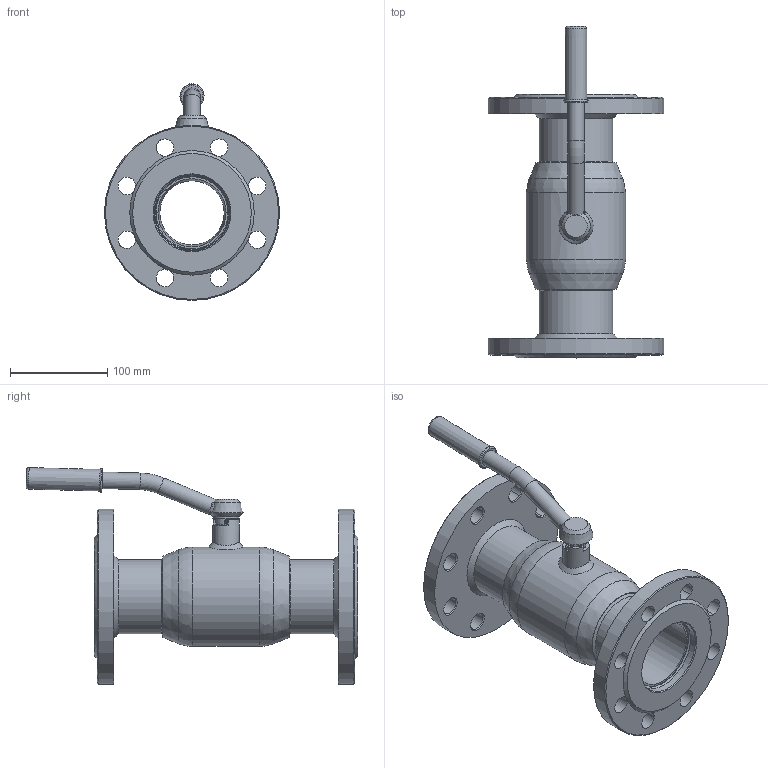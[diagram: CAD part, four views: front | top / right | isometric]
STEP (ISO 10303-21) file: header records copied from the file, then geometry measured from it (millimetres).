
FILE_DESCRIPTION(('TFLEX Exchange Step'),'2;1');
FILE_NAME('065N0330GR1 - Кран шаровой Premium DN65.stp', '2023-09-06T15:13:57+03:00',('RUCO3277'),('Unknown organisation'),'TFLEX Exchange 2022.1','T-FLEX CAD','Unknown authorisation');
FILE_SCHEMA( ('AUTOMOTIVE_DESIGN { 1 0 10303 214 1 1 1 1 }') );
Length unit declared in the file: millimetre
Products named in the file (11): 51XXX038 - Фланец; 54065422 - Штифт; 50050028 - Грипса; 23065434 - Основание рукоятки (для сборки); 23065435 - Кноб; 23065433 - Рукоятка с кнобом; 24065432 - Патрубок; 24065427 - Шток; 24065406 - Корпус штока; 24065409 - Корпус (гнутый); 065N0330GR1 - Кран шаровой Premium DN65
Assembly tree (10 placements, depth 3):
  065N0330GR1 - Кран шаровой Premium DN65
    51XXX038 - Фланец
    54065422 - Штифт
    50050028 - Грипса
    23065433 - Рукоятка с кнобом
      23065434 - Основание рукоятки (для сборки)
      23065435 - Кноб
    24065432 - Патрубок
    24065427 - Шток
    24065406 - Корпус штока
    24065409 - Корпус (гнутый)
Bounding box: 180 x 340.87 x 222.8 mm (x, y, z)
Volume: 1008119 mm3; surface area: 347576.9 mm2
Topology: 22 solids, 22 shells, 259 faces, 626 edges, 389 vertices
Faces by surface type: cylinder 72, plane 69, cone 59, torus 32, bspline 27
Full cylindrical faces by diameter (mm): 4.1 x1, 4.2 x2, 12.6 x2, 13.5 x2, 14 x2, 14.1 x1, 16 x4, 17 x3, 17.2 x1, 18 x2, 20.5 x1, 27 x2, 27.4 x1, 66 x2, 69 x2, 70 x2, 72 x2, 76 x2, 78 x2, 95 x1, 102 x1, 180 x2
Entity records: 11433 total; most frequent: CARTESIAN_POINT 4951, DIRECTION 1431, ORIENTED_EDGE 1206, AXIS2_PLACEMENT_3D 636, EDGE_CURVE 603, CIRCLE 393, VERTEX_POINT 389, EDGE_LOOP 332
